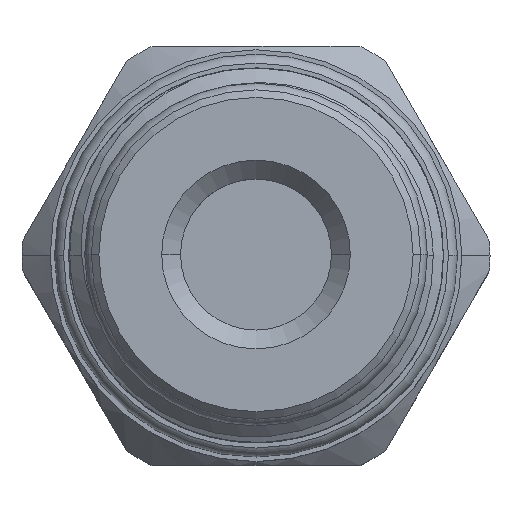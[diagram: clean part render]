
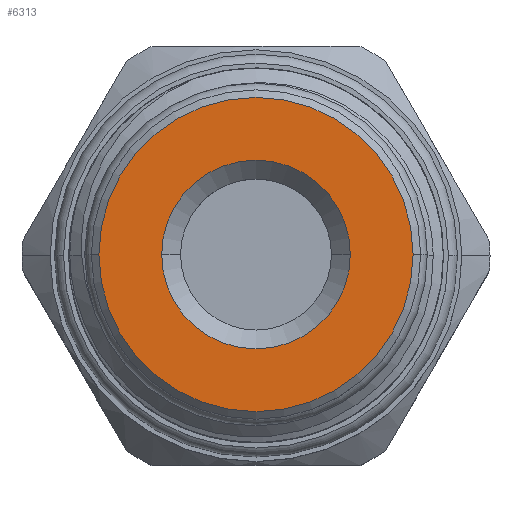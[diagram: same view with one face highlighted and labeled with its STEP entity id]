
A CAD part, top view. The second image highlights one B-rep face of the part: STEP entity #6313.
In plain terms, the highlighted planar face has unit normal (0, 0, 1).
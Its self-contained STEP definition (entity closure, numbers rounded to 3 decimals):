
#129 = FACE_BOUND ( 'NONE', #765, .T. ) ;
#131 = FACE_OUTER_BOUND ( 'NONE', #867, .T. ) ;
#231 = EDGE_CURVE ( 'NONE', #996, #1058, #4864, .T. ) ;
#307 = AXIS2_PLACEMENT_3D ( 'NONE', #4386, #4385, #4384 ) ;
#364 = AXIS2_PLACEMENT_3D ( 'NONE', #4328, #4326, #4327 ) ;
#373 = AXIS2_PLACEMENT_3D ( 'NONE', #3939, #3938, #3942 ) ;
#517 = AXIS2_PLACEMENT_3D ( 'NONE', #1449, #1908, #1469 ) ;
#520 = AXIS2_PLACEMENT_3D ( 'NONE', #2596, #2599, #2598 ) ;
#548 = EDGE_CURVE ( 'NONE', #790, #787, #4598, .T. ) ;
#588 = EDGE_CURVE ( 'NONE', #787, #790, #4728, .T. ) ;
#611 = EDGE_CURVE ( 'NONE', #1058, #996, #4826, .T. ) ;
#765 = EDGE_LOOP ( 'NONE', ( #4537, #4586 ) ) ;
#787 = VERTEX_POINT ( 'NONE', #2888 ) ;
#790 = VERTEX_POINT ( 'NONE', #2878 ) ;
#867 = EDGE_LOOP ( 'NONE', ( #1077, #4662 ) ) ;
#996 = VERTEX_POINT ( 'NONE', #2987 ) ;
#1058 = VERTEX_POINT ( 'NONE', #3363 ) ;
#1077 = ORIENTED_EDGE ( 'NONE', *, *, #611, .T. ) ;
#1446 = PLANE ( 'NONE',  #517 ) ;
#1449 = CARTESIAN_POINT ( 'NONE',  ( 0., 0., 0. ) ) ;
#1469 = DIRECTION ( 'NONE',  ( -1., 0., 0. ) ) ;
#1908 = DIRECTION ( 'NONE',  ( 0., 0., -1. ) ) ;
#2596 = CARTESIAN_POINT ( 'NONE',  ( 0., 0., 0. ) ) ;
#2598 = DIRECTION ( 'NONE',  ( 1., 0., 0. ) ) ;
#2599 = DIRECTION ( 'NONE',  ( 0., 0., 1. ) ) ;
#2878 = CARTESIAN_POINT ( 'NONE',  ( 5., 0., 0. ) ) ;
#2888 = CARTESIAN_POINT ( 'NONE',  ( -5., 0., 0. ) ) ;
#2987 = CARTESIAN_POINT ( 'NONE',  ( 8.325, 0., 0. ) ) ;
#3363 = CARTESIAN_POINT ( 'NONE',  ( -8.325, 0., 0. ) ) ;
#3938 = DIRECTION ( 'NONE',  ( 0., 0., -1. ) ) ;
#3939 = CARTESIAN_POINT ( 'NONE',  ( 0., 0., 0. ) ) ;
#3942 = DIRECTION ( 'NONE',  ( -1., 0., 0. ) ) ;
#4326 = DIRECTION ( 'NONE',  ( 0., 0., -1. ) ) ;
#4327 = DIRECTION ( 'NONE',  ( -1., 0., 0. ) ) ;
#4328 = CARTESIAN_POINT ( 'NONE',  ( 0., 0., 0. ) ) ;
#4384 = DIRECTION ( 'NONE',  ( 1., 0., 0. ) ) ;
#4385 = DIRECTION ( 'NONE',  ( 0., 0., 1. ) ) ;
#4386 = CARTESIAN_POINT ( 'NONE',  ( 0., 0., 0. ) ) ;
#4537 = ORIENTED_EDGE ( 'NONE', *, *, #548, .T. ) ;
#4586 = ORIENTED_EDGE ( 'NONE', *, *, #588, .T. ) ;
#4598 = CIRCLE ( 'NONE', #373, 5. ) ;
#4662 = ORIENTED_EDGE ( 'NONE', *, *, #231, .T. ) ;
#4728 = CIRCLE ( 'NONE', #364, 5. ) ;
#4826 = CIRCLE ( 'NONE', #307, 8.325 ) ;
#4864 = CIRCLE ( 'NONE', #520, 8.325 ) ;
#6313 = ADVANCED_FACE ( 'NONE', ( #129, #131 ), #1446, .F. ) ;
